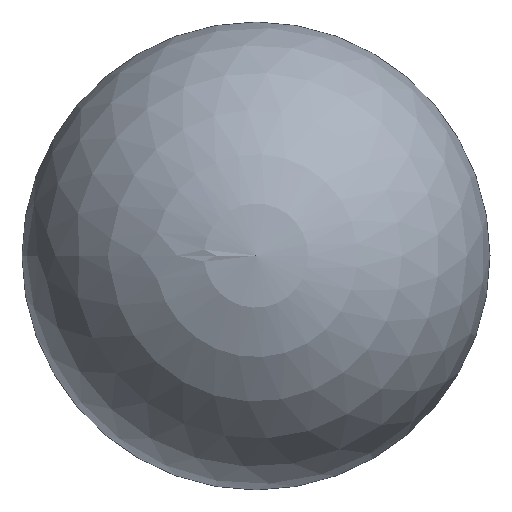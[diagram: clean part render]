
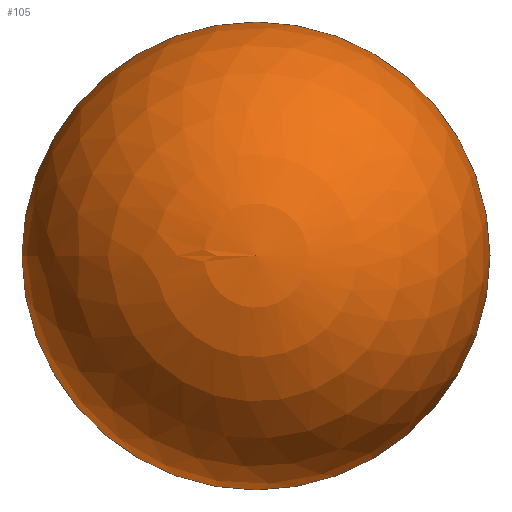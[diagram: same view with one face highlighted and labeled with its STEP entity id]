
A CAD part, top view. The second image highlights one B-rep face of the part: STEP entity #105.
In plain terms, the highlighted spherical face has radius 6.35 mm.
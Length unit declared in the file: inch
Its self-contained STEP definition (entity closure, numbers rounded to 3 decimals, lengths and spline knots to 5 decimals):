
#28 = CARTESIAN_POINT ( 'NONE',  ( 0., -0.25, 0. ) ) ;
#29 = CARTESIAN_POINT ( 'NONE',  ( 0., 0.25, 0. ) ) ;
#30 = ORIENTED_EDGE ( 'NONE', *, *, #107, .T. ) ;
#32 = ORIENTED_EDGE ( 'NONE', *, *, #108, .F. ) ;
#34 = VERTEX_POINT ( 'NONE', #29 ) ;
#35 = VERTEX_POINT ( 'NONE', #28 ) ;
#37 = EDGE_LOOP ( 'NONE', ( #32, #30 ) ) ;
#40 = CARTESIAN_POINT ( 'NONE',  ( 0., 0., 0. ) ) ;
#41 = DIRECTION ( 'NONE',  ( 0., 0., -1. ) ) ;
#42 = DIRECTION ( 'NONE',  ( -1., 0., 0. ) ) ;
#56 = CARTESIAN_POINT ( 'NONE',  ( 0., 0., 0. ) ) ;
#57 = DIRECTION ( 'NONE',  ( 0., 0., 1. ) ) ;
#58 = DIRECTION ( 'NONE',  ( 1., 0., 0. ) ) ;
#59 = CARTESIAN_POINT ( 'NONE',  ( 0., 0., 0. ) ) ;
#60 = DIRECTION ( 'NONE',  ( 0., 0., -1. ) ) ;
#61 = DIRECTION ( 'NONE',  ( -1., 0., 0. ) ) ;
#100 = CIRCLE ( 'NONE', #111, 0.25 ) ;
#102 = CIRCLE ( 'NONE', #123, 0.25 ) ;
#105 = ADVANCED_FACE ( 'NONE', ( #129 ), #131, .T. ) ;
#107 = EDGE_CURVE ( 'NONE', #34, #35, #102, .T. ) ;
#108 = EDGE_CURVE ( 'NONE', #34, #35, #100, .T. ) ;
#111 = AXIS2_PLACEMENT_3D ( 'NONE', #59, #60, #61 ) ;
#123 = AXIS2_PLACEMENT_3D ( 'NONE', #56, #57, #58 ) ;
#128 = AXIS2_PLACEMENT_3D ( 'NONE', #40, #41, #42 ) ;
#129 = FACE_OUTER_BOUND ( 'NONE', #37, .T. ) ;
#131 = SPHERICAL_SURFACE ( 'NONE', #128, 0.25 ) ;
